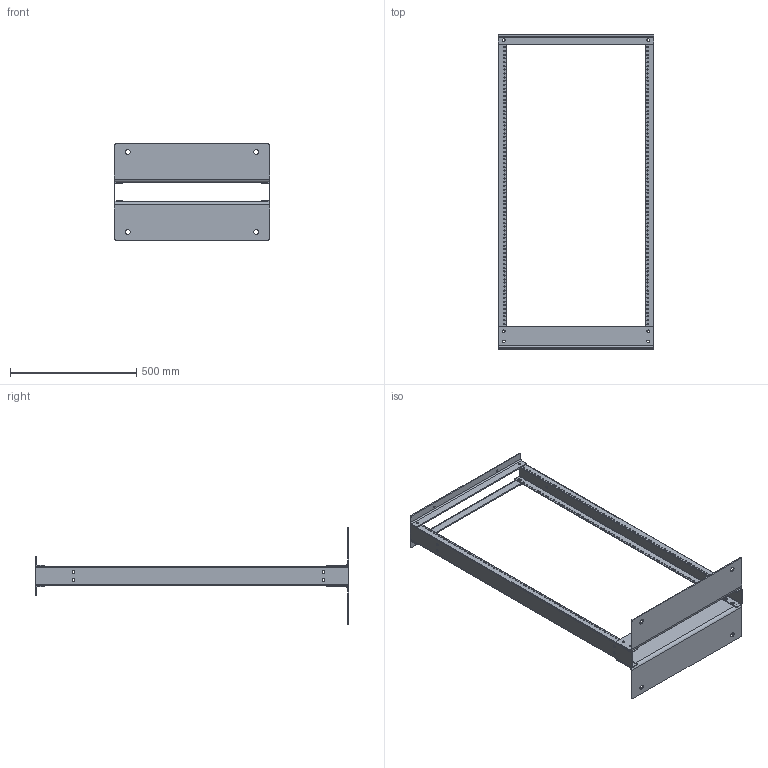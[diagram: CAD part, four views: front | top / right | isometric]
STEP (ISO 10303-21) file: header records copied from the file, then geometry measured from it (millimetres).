
FILE_DESCRIPTION (( 'STEP AP214' ), '1' );
FILE_NAME ('LC23IN2P25U-T_3D.step', '2024-03-11T20:08:33', ( '' ), ( '' ), 'SwSTEP 2.0', 'SolidWorks 2022', '' );
FILE_SCHEMA (( 'AUTOMOTIVE_DESIGN' ));
Length unit declared in the file: inch
Products named in the file (5): 10.10.030302.0003; LC23IN2P25U-T_3D; 10.10.030303.0001; 10.20.030301.0010; 10.10.030301.0010_25U-Ô²¿×
Assembly tree (7 placements, depth 3):
  LC23IN2P25U-T_3D
    10.10.030303.0001  x2
    10.10.030302.0003  x2
    10.20.030301.0010  x2
      10.10.030301.0010_25U-Ô²¿×
Bounding box: 616.45 x 1244.1 x 381 mm (x, y, z)
Volume: 2647895.3 mm3; surface area: 1442757.8 mm2
Topology: 6 solids, 6 shells, 772 faces, 2280 edges, 1520 vertices
Faces by surface type: cylinder 720, plane 52
Entity records: 14230 total; most frequent: DIRECTION 2654, CARTESIAN_POINT 2297, ORIENTED_EDGE 2280, EDGE_CURVE 1140, AXIS2_PLACEMENT_3D 1117, VERTEX_POINT 760, EDGE_LOOP 726, CIRCLE 720
